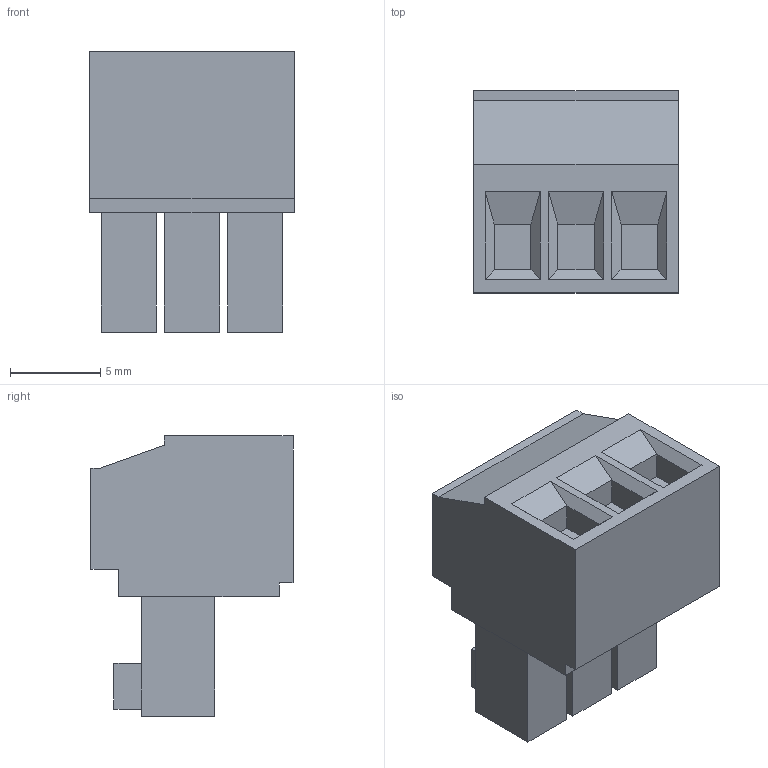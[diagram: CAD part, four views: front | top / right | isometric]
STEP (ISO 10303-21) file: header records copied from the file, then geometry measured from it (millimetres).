
FILE_DESCRIPTION((''),'2;1');
FILE_NAME('395000003','2015-01-12T',('me'),(''),'PRO/ENGINEER BY PARAMETRIC TECHNOLOGY CORPORATION, 2011490','PRO/ENGINEER BY PARAMETRIC TECHNOLOGY CORPORATION, 2011490','');
FILE_SCHEMA(('CONFIG_CONTROL_DESIGN'));
Length unit declared in the file: inch
Products named in the file (1): 395000003
Bounding box: 11.3 x 11.18 x 15.49 mm (x, y, z)
Volume: 1201.8 mm3; surface area: 1101.5 mm2
Topology: 1 solids, 1 shells, 146 faces, 351 edges, 234 vertices
Faces by surface type: plane 113, cylinder 27, cone 6
Entity records: 4222 total; most frequent: CARTESIAN_POINT 720, DIRECTION 711, ORIENTED_EDGE 690, EDGE_CURVE 345, VECTOR 285, LINE 285, VERTEX_POINT 222, AXIS2_PLACEMENT_3D 213
